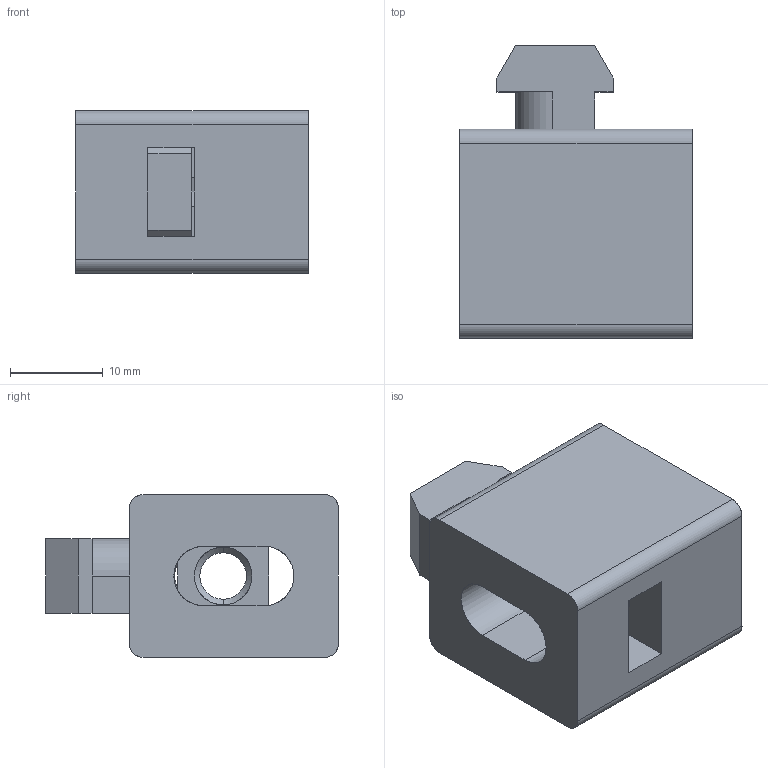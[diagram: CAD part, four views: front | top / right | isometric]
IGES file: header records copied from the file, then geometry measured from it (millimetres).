
Start section: SolidWorks IGES file using analytic representation for surfaces
Global section: file name: ALF-PC40.igs; native system: SolidWorks 2022; preprocessor: SolidWorks 2022; author: kb; date: 240813.160042; units: millimetre
Bounding box: 25 x 31.5 x 17.5 mm (x, y, z)
Surface area: 4343.3 mm2 (no closed solid volume)
Topology: 0 solids, 0 shells, 52 faces, 526 edges, 526 vertices
Faces by surface type: bspline 37, revolution 15
